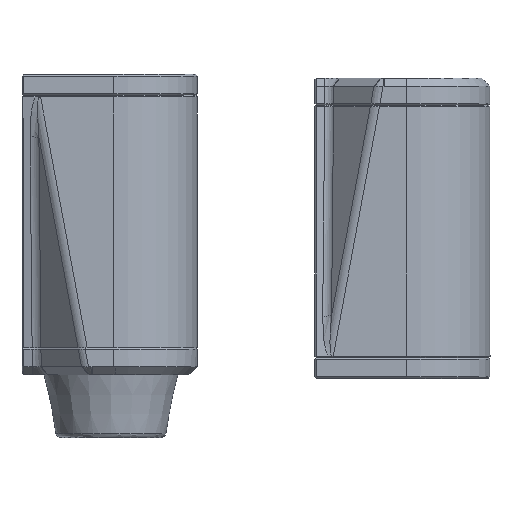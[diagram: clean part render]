
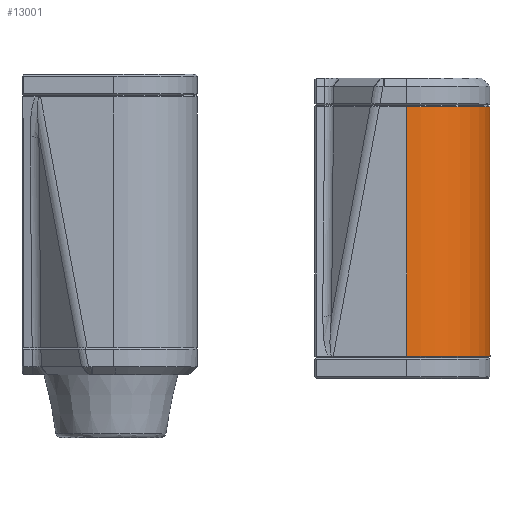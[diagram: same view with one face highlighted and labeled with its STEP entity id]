
A CAD part, front view. The second image highlights one B-rep face of the part: STEP entity #13001.
In plain terms, the highlighted cylindrical face has radius 20 mm (diameter 40 mm), a partial arc.
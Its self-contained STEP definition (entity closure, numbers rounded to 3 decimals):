
#748=CIRCLE('',#13833,20.);
#750=CIRCLE('',#13849,20.);
#1469=FACE_OUTER_BOUND('',#2255,.T.);
#2255=EDGE_LOOP('',(#9072,#9073,#9074,#9075));
#3110=LINE('',#18191,#4389);
#3112=LINE('',#18195,#4391);
#4389=VECTOR('',#14833,10.);
#4391=VECTOR('',#14837,10.);
#5731=VERTEX_POINT('',#17925);
#5735=VERTEX_POINT('',#17935);
#5769=VERTEX_POINT('',#18190);
#5770=VERTEX_POINT('',#18194);
#6987=EDGE_CURVE('',#5735,#5731,#748,.T.);
#7038=EDGE_CURVE('',#5731,#5769,#3110,.T.);
#7040=EDGE_CURVE('',#5735,#5770,#3112,.T.);
#7041=EDGE_CURVE('',#5769,#5770,#750,.T.);
#9072=ORIENTED_EDGE('',*,*,#6987,.F.);
#9073=ORIENTED_EDGE('',*,*,#7040,.T.);
#9074=ORIENTED_EDGE('',*,*,#7041,.F.);
#9075=ORIENTED_EDGE('',*,*,#7038,.F.);
#12893=CYLINDRICAL_SURFACE('',#13848,20.);
#13001=ADVANCED_FACE('',(#1469),#12893,.T.);
#13833=AXIS2_PLACEMENT_3D('',#17937,#14773,#14774);
#13848=AXIS2_PLACEMENT_3D('',#18193,#14835,#14836);
#13849=AXIS2_PLACEMENT_3D('',#18196,#14838,#14839);
#14773=DIRECTION('center_axis',(0.,0.,
1.));
#14774=DIRECTION('ref_axis',(1.,0.,0.));
#14833=DIRECTION('',(0.,0.,-1.));
#14835=DIRECTION('center_axis',(0.,0.,1.));
#14836=DIRECTION('ref_axis',(1.,0.,0.));
#14837=DIRECTION('',(0.,0.,-1.));
#14838=DIRECTION('center_axis',(0.,0.,
-1.));
#14839=DIRECTION('ref_axis',(1.,0.,0.));
#17925=CARTESIAN_POINT('',(250.,-230.,65.1));
#17935=CARTESIAN_POINT('',(230.,-250.,65.1));
#17937=CARTESIAN_POINT('Origin',(230.,-230.,65.1));
#18190=CARTESIAN_POINT('',(250.,-230.,5.4));
#18191=CARTESIAN_POINT('',(250.,-230.,0.));
#18193=CARTESIAN_POINT('Origin',(230.,-230.,0.));
#18194=CARTESIAN_POINT('',(230.,-250.,5.4));
#18195=CARTESIAN_POINT('',(230.,-250.,0.));
#18196=CARTESIAN_POINT('Origin',(230.,-230.,5.4));
